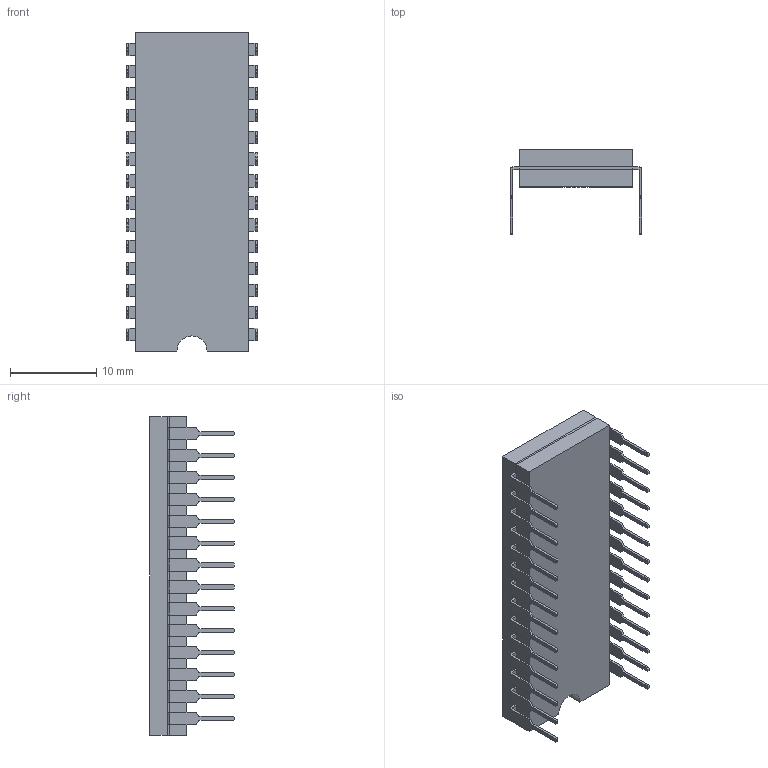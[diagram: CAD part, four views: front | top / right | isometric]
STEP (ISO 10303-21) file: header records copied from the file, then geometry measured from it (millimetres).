
FILE_DESCRIPTION (( 'STEP AP214' ), '1' );
FILE_NAME ('M27C64A-15F1.STEP', '2024-01-23T08:21:47', ( 'LENOVO' ), ( '' ), 'SwSTEP 2.0', 'SolidWorks 2021', '' );
FILE_SCHEMA (( 'AUTOMOTIVE_DESIGN' ));
Length unit declared in the file: millimetre
Products named in the file (1): M27C64A-15F1
Bounding box: 15.26 x 9.82 x 36.92 mm (x, y, z)
Volume: 2138.7 mm3; surface area: 3943.2 mm2
Topology: 31 solids, 31 shells, 478 faces, 1245 edges, 830 vertices
Faces by surface type: plane 414, cylinder 64
Entity records: 14772 total; most frequent: CARTESIAN_POINT 2554, ORIENTED_EDGE 2490, DIRECTION 2331, EDGE_CURVE 1245, LINE 1117, VECTOR 1117, VERTEX_POINT 830, AXIS2_PLACEMENT_3D 607
